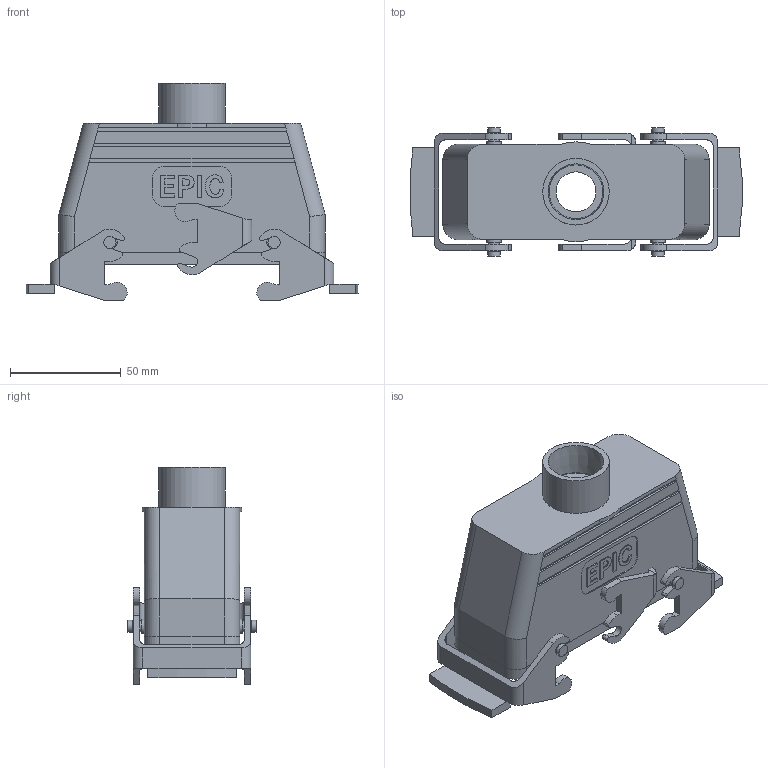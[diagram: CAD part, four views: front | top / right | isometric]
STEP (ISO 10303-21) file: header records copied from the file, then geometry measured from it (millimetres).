
FILE_DESCRIPTION( ( 'Unknown' ), '1' );
FILE_NAME( 'H_B_24_TBF_NPT_34_ASM.stp', 'Unknown', ( 'Unknown' ), ( 'Unknown' ), 'PSStep 11.0', 'Unknown', ' ' );
FILE_SCHEMA( ( 'AUTOMOTIVE_DESIGN { 1 0 10303 214 1 1 1 1 }' ) );
Length unit declared in the file: millimetre
Products named in the file (3): Assem1; H_B_24_TBF_NPT_34; H_B_16_QB
Bounding box: 149.67 x 57.8 x 97.85 mm (x, y, z)
Volume: 196405.5 mm3; surface area: 117849.2 mm2
Topology: 5 solids, 5 shells, 506 faces, 1272 edges, 830 vertices
Faces by surface type: plane 347, cylinder 149, extrusion 8, cone 2
Full cylindrical faces by diameter (mm): 2.459 x8, 4.9 x8, 5.5 x8, 6.5 x8, 18 x2, 24.239 x2, 30 x2
Entity records: 8768 total; most frequent: CARTESIAN_POINT 1463, ORIENTED_EDGE 1094, DIRECTION 1092, EDGE_CURVE 547, VECTOR 368, VERTEX_POINT 367, LINE 364, AXIS2_PLACEMENT_3D 362
